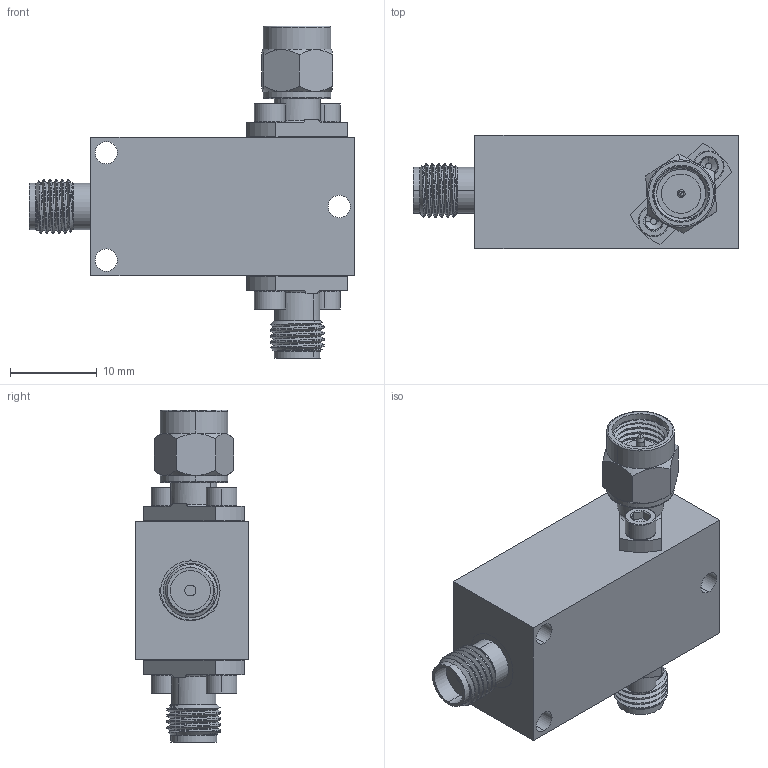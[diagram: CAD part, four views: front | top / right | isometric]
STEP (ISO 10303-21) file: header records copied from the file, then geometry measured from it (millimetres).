
FILE_DESCRIPTION (( 'STEP AP214' ), '1' );
FILE_NAME ('FMBT1640_3D.STEP', '2022-06-26T05:50:14', ( '' ), ( '' ), 'SwSTEP 2.0', 'SolidWorks 2021', '' );
FILE_SCHEMA (( 'AUTOMOTIVE_DESIGN' ));
Length unit declared in the file: inch
Products named in the file (8): Copy of SMA FEMALE 2-HOLE 103-4112^PE1640; Copy of 010-101X_010-1012-00^PE1640; Copy of 120-0046^PE1640; FMBT1640_3D; Copy of B FEMALE^PE1640; Copy of 120-0038^PE1640; Copy of SMA COUPLING NUT_108-0010-00^PE1640; Copy of SMA MALE 2-HOLE 103-4111^PE1640
Assembly tree (10 placements, depth 2):
  FMBT1640_3D
    Copy of 120-0038^PE1640
    Copy of 120-0046^PE1640
    Copy of B FEMALE^PE1640
    Copy of SMA FEMALE 2-HOLE 103-4112^PE1640
    Copy of SMA MALE 2-HOLE 103-4111^PE1640
    Copy of 010-101X_010-1012-00^PE1640  x4
    Copy of SMA COUPLING NUT_108-0010-00^PE1640
Bounding box: 37.59 x 13.08 x 38.38 mm (x, y, z)
Volume: 7229.2 mm3; surface area: 5142.7 mm2
Topology: 10 solids, 10 shells, 712 faces, 1587 edges, 917 vertices
Faces by surface type: cylinder 299, cone 261, plane 124, bspline 28
Entity records: 14103 total; most frequent: CARTESIAN_POINT 5988, ORIENTED_EDGE 1692, DIRECTION 1551, EDGE_CURVE 846, AXIS2_PLACEMENT_3D 608, VERTEX_POINT 521, EDGE_LOOP 387, FACE_OUTER_BOUND 355
